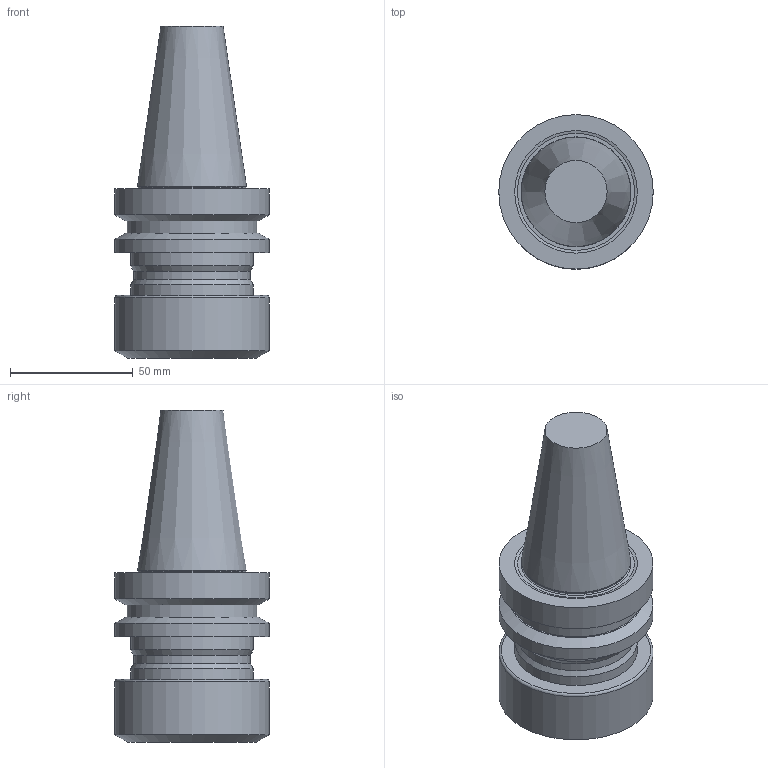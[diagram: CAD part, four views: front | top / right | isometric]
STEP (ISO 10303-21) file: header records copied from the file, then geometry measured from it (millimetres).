
FILE_DESCRIPTION(/* description */ (''),/* implementation_level */ '2;1');
FILE_NAME(/* name */ '1493025760523.stp',/* time_stamp */ '2017-04-24T11:22:43+02:00',/* author */ (''),/* organization */ ('SMS'),/* preprocessor_version */ 'ST-DEVELOPER v15',/* originating_system */ 'SIEMENS PLM Software NX 8.5',/* authorisation */ '');
FILE_SCHEMA (('AUTOMOTIVE_DESIGN { 1 0 10303 214 3 1 1 1 }'));
Length unit declared in the file: millimetre
Products named in the file (1): 392.55514-4040070-636200737633802135-1
Bounding box: 63 x 63 x 135.4 mm (x, y, z)
Volume: 251244.1 mm3; surface area: 28331.1 mm2
Topology: 1 solids, 1 shells, 26 faces, 45 edges, 30 vertices
Faces by surface type: plane 8, cone 8, cylinder 8, torus 2
Full cylindrical faces by diameter (mm): 43.85 x1, 47.5 x1, 50 x2, 53 x1, 62.977 x2, 63 x1
Entity records: 592 total; most frequent: DIRECTION 112, CARTESIAN_POINT 84, AXIS2_PLACEMENT_3D 56, EDGE_LOOP 50, ORIENTED_EDGE 50, FACE_BOUND 48, ADVANCED_FACE 26, VERTEX_POINT 25
